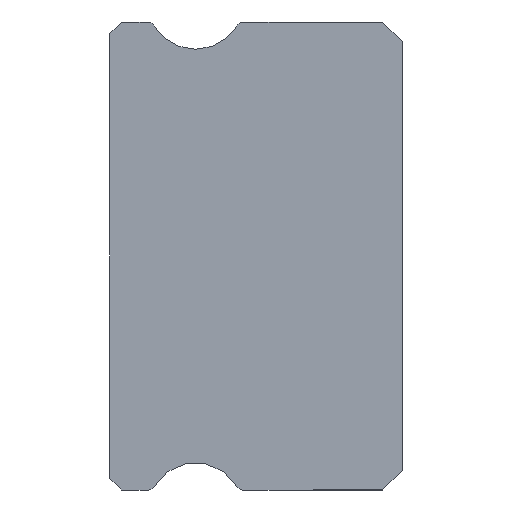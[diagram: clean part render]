
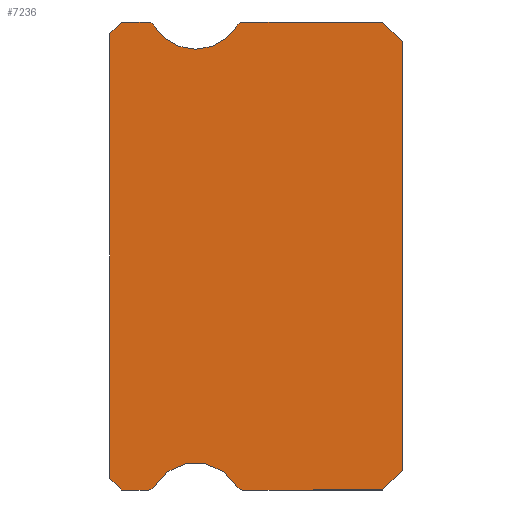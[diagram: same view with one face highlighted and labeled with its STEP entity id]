
A CAD part, left-side view. The second image highlights one B-rep face of the part: STEP entity #7236.
In plain terms, the highlighted planar face has unit normal (-1, 0, 0).
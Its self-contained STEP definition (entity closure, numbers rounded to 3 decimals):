
#59 = DIRECTION ( 'NONE',  ( 0., 0., -1. ) ) ;
#81 = VERTEX_POINT ( 'NONE', #5097 ) ;
#180 = ORIENTED_EDGE ( 'NONE', *, *, #8491, .F. ) ;
#207 = CARTESIAN_POINT ( 'NONE',  ( -10., 7.2, 6. ) ) ;
#293 = DIRECTION ( 'NONE',  ( 0., -1., 0. ) ) ;
#352 = VERTEX_POINT ( 'NONE', #8789 ) ;
#364 = VECTOR ( 'NONE', #1954, 1000. ) ;
#407 = VECTOR ( 'NONE', #293, 1000. ) ;
#429 = ORIENTED_EDGE ( 'NONE', *, *, #5486, .T. ) ;
#515 = ORIENTED_EDGE ( 'NONE', *, *, #4139, .F. ) ;
#527 = CARTESIAN_POINT ( 'NONE',  ( -10., 4.217, -5.925 ) ) ;
#565 = VECTOR ( 'NONE', #5733, 1000. ) ;
#629 = CARTESIAN_POINT ( 'NONE',  ( -10., 0.5, -6. ) ) ;
#727 = VECTOR ( 'NONE', #7872, 1000. ) ;
#737 = ORIENTED_EDGE ( 'NONE', *, *, #3095, .F. ) ;
#822 = EDGE_CURVE ( 'NONE', #5490, #1079, #4582, .T. ) ;
#864 = DIRECTION ( 'NONE',  ( 1., 0., 0. ) ) ;
#911 = CARTESIAN_POINT ( 'NONE',  ( -10., 7.5, 5.85 ) ) ;
#973 = VERTEX_POINT ( 'NONE', #1324 ) ;
#977 = DIRECTION ( 'NONE',  ( -1., 0., 0. ) ) ;
#989 = LINE ( 'NONE', #1730, #565 ) ;
#1064 = CARTESIAN_POINT ( 'NONE',  ( -10., 5.3, -6.55 ) ) ;
#1079 = VERTEX_POINT ( 'NONE', #4060 ) ;
#1195 = VERTEX_POINT ( 'NONE', #8257 ) ;
#1264 = ORIENTED_EDGE ( 'NONE', *, *, #5333, .F. ) ;
#1324 = CARTESIAN_POINT ( 'NONE',  ( -10., 7.5, 5.7 ) ) ;
#1331 = CARTESIAN_POINT ( 'NONE',  ( -10., 0., -5.5 ) ) ;
#1409 = VERTEX_POINT ( 'NONE', #6392 ) ;
#1507 = DIRECTION ( 'NONE',  ( 0., 0., -1. ) ) ;
#1638 = DIRECTION ( 'NONE',  ( 0., 0., -1. ) ) ;
#1730 = CARTESIAN_POINT ( 'NONE',  ( -10., 7.5, 5.7 ) ) ;
#1779 = DIRECTION ( 'NONE',  ( 1., 0., 0. ) ) ;
#1828 = CARTESIAN_POINT ( 'NONE',  ( -10., 6.512, -5.85 ) ) ;
#1908 = EDGE_CURVE ( 'NONE', #1195, #2750, #3877, .T. ) ;
#1929 = ORIENTED_EDGE ( 'NONE', *, *, #4533, .F. ) ;
#1954 = DIRECTION ( 'NONE',  ( 0., 0.707, -0.707 ) ) ;
#1990 = CARTESIAN_POINT ( 'NONE',  ( -10., 0., 5.5 ) ) ;
#2143 = AXIS2_PLACEMENT_3D ( 'NONE', #7951, #2388, #1638 ) ;
#2226 = CARTESIAN_POINT ( 'NONE',  ( -10., 6.512, 5.85 ) ) ;
#2268 = DIRECTION ( 'NONE',  ( 0., -1., 0. ) ) ;
#2388 = DIRECTION ( 'NONE',  ( 1., 0., 0. ) ) ;
#2463 = AXIS2_PLACEMENT_3D ( 'NONE', #6451, #5756, #8589 ) ;
#2464 = VERTEX_POINT ( 'NONE', #629 ) ;
#2467 = VERTEX_POINT ( 'NONE', #8386 ) ;
#2672 = EDGE_CURVE ( 'NONE', #3321, #352, #2753, .T. ) ;
#2750 = VERTEX_POINT ( 'NONE', #4534 ) ;
#2753 = CIRCLE ( 'NONE', #4063, 0.15 ) ;
#2816 = ORIENTED_EDGE ( 'NONE', *, *, #822, .T. ) ;
#2878 = VERTEX_POINT ( 'NONE', #7885 ) ;
#2882 = VECTOR ( 'NONE', #2268, 1000. ) ;
#2995 = VECTOR ( 'NONE', #3348, 1000. ) ;
#3037 = LINE ( 'NONE', #7174, #2882 ) ;
#3095 = EDGE_CURVE ( 'NONE', #5934, #3321, #6233, .T. ) ;
#3116 = ORIENTED_EDGE ( 'NONE', *, *, #1908, .F. ) ;
#3191 = ORIENTED_EDGE ( 'NONE', *, *, #7550, .F. ) ;
#3208 = EDGE_CURVE ( 'NONE', #2878, #1195, #5631, .T. ) ;
#3271 = DIRECTION ( 'NONE',  ( 0., 1., 0. ) ) ;
#3321 = VERTEX_POINT ( 'NONE', #4047 ) ;
#3348 = DIRECTION ( 'NONE',  ( 0., -0.707, -0.707 ) ) ;
#3565 = AXIS2_PLACEMENT_3D ( 'NONE', #1064, #977, #6591 ) ;
#3820 = EDGE_CURVE ( 'NONE', #81, #3832, #8250, .T. ) ;
#3832 = VERTEX_POINT ( 'NONE', #1990 ) ;
#3872 = ORIENTED_EDGE ( 'NONE', *, *, #2672, .F. ) ;
#3877 = CIRCLE ( 'NONE', #5781, 1.25 ) ;
#3922 = CARTESIAN_POINT ( 'NONE',  ( -10., 5.3, 6.55 ) ) ;
#4047 = CARTESIAN_POINT ( 'NONE',  ( -10., 6.383, -5.925 ) ) ;
#4060 = CARTESIAN_POINT ( 'NONE',  ( -10., 7.2, -6. ) ) ;
#4063 = AXIS2_PLACEMENT_3D ( 'NONE', #1828, #1779, #7345 ) ;
#4065 = CARTESIAN_POINT ( 'NONE',  ( -10., 5.3, 6.55 ) ) ;
#4085 = DIRECTION ( 'NONE',  ( 0., 0., 1. ) ) ;
#4139 = EDGE_CURVE ( 'NONE', #81, #2464, #8905, .T. ) ;
#4230 = EDGE_CURVE ( 'NONE', #4777, #9006, #6685, .T. ) ;
#4394 = LINE ( 'NONE', #7198, #407 ) ;
#4458 = LINE ( 'NONE', #7553, #8960 ) ;
#4459 = ORIENTED_EDGE ( 'NONE', *, *, #7477, .F. ) ;
#4533 = EDGE_CURVE ( 'NONE', #1409, #3832, #9107, .T. ) ;
#4534 = CARTESIAN_POINT ( 'NONE',  ( -10., 5.3, 5.3 ) ) ;
#4582 = LINE ( 'NONE', #6754, #2995 ) ;
#4594 = EDGE_CURVE ( 'NONE', #9006, #1409, #3037, .T. ) ;
#4656 = ORIENTED_EDGE ( 'NONE', *, *, #4230, .F. ) ;
#4777 = VERTEX_POINT ( 'NONE', #7364 ) ;
#4787 = DIRECTION ( 'NONE',  ( 0., -0.707, -0.707 ) ) ;
#5007 = DIRECTION ( 'NONE',  ( 1., 0., 0. ) ) ;
#5036 = LINE ( 'NONE', #207, #8962 ) ;
#5054 = FACE_OUTER_BOUND ( 'NONE', #8413, .T. ) ;
#5057 = LINE ( 'NONE', #911, #727 ) ;
#5076 = VECTOR ( 'NONE', #4787, 1000. ) ;
#5097 = CARTESIAN_POINT ( 'NONE',  ( -10., 0., -5.5 ) ) ;
#5182 = AXIS2_PLACEMENT_3D ( 'NONE', #5969, #864, #8764 ) ;
#5333 = EDGE_CURVE ( 'NONE', #2467, #5934, #5972, .T. ) ;
#5343 = DIRECTION ( 'NONE',  ( -1., 0., 0. ) ) ;
#5374 = CARTESIAN_POINT ( 'NONE',  ( -10., 4.088, 6. ) ) ;
#5436 = AXIS2_PLACEMENT_3D ( 'NONE', #2226, #5007, #1507 ) ;
#5486 = EDGE_CURVE ( 'NONE', #2878, #7335, #5036, .T. ) ;
#5489 = DIRECTION ( 'NONE',  ( 0., 0., -1. ) ) ;
#5490 = VERTEX_POINT ( 'NONE', #5823 ) ;
#5513 = CARTESIAN_POINT ( 'NONE',  ( -10., 7.2, 6. ) ) ;
#5631 = CIRCLE ( 'NONE', #5182, 0.15 ) ;
#5733 = DIRECTION ( 'NONE',  ( 0., 0.707, -0.707 ) ) ;
#5756 = DIRECTION ( 'NONE',  ( 1., 0., 0. ) ) ;
#5781 = AXIS2_PLACEMENT_3D ( 'NONE', #4065, #5343, #5489 ) ;
#5788 = EDGE_CURVE ( 'NONE', #1079, #352, #4394, .T. ) ;
#5823 = CARTESIAN_POINT ( 'NONE',  ( -10., 7.5, -5.7 ) ) ;
#5934 = VERTEX_POINT ( 'NONE', #527 ) ;
#5969 = CARTESIAN_POINT ( 'NONE',  ( -10., 6.512, 5.85 ) ) ;
#5972 = CIRCLE ( 'NONE', #2463, 0.15 ) ;
#6043 = DIRECTION ( 'NONE',  ( -1., 0., 0. ) ) ;
#6069 = ORIENTED_EDGE ( 'NONE', *, *, #4594, .F. ) ;
#6109 = CARTESIAN_POINT ( 'NONE',  ( -10., 0., 5.5 ) ) ;
#6233 = CIRCLE ( 'NONE', #3565, 1.25 ) ;
#6392 = CARTESIAN_POINT ( 'NONE',  ( -10., 0.5, 6. ) ) ;
#6451 = CARTESIAN_POINT ( 'NONE',  ( -10., 4.088, -5.85 ) ) ;
#6591 = DIRECTION ( 'NONE',  ( 0., 0., -1. ) ) ;
#6644 = DIRECTION ( 'NONE',  ( 0., 1., 0. ) ) ;
#6668 = ORIENTED_EDGE ( 'NONE', *, *, #3208, .F. ) ;
#6676 = ORIENTED_EDGE ( 'NONE', *, *, #6788, .T. ) ;
#6680 = VECTOR ( 'NONE', #4085, 1000. ) ;
#6685 = CIRCLE ( 'NONE', #2143, 0.15 ) ;
#6754 = CARTESIAN_POINT ( 'NONE',  ( -10., 7.2, -6. ) ) ;
#6788 = EDGE_CURVE ( 'NONE', #7335, #973, #989, .T. ) ;
#7174 = CARTESIAN_POINT ( 'NONE',  ( -10., 6.512, 6. ) ) ;
#7198 = CARTESIAN_POINT ( 'NONE',  ( -10., 6.512, -6. ) ) ;
#7236 = ADVANCED_FACE ( 'NONE', ( #5054 ), #8541, .F. ) ;
#7335 = VERTEX_POINT ( 'NONE', #5513 ) ;
#7345 = DIRECTION ( 'NONE',  ( 0., 0., -1. ) ) ;
#7364 = CARTESIAN_POINT ( 'NONE',  ( -10., 4.217, 5.925 ) ) ;
#7477 = EDGE_CURVE ( 'NONE', #5490, #973, #5057, .T. ) ;
#7550 = EDGE_CURVE ( 'NONE', #2750, #4777, #8227, .T. ) ;
#7553 = CARTESIAN_POINT ( 'NONE',  ( -10., 6.512, -6. ) ) ;
#7710 = ORIENTED_EDGE ( 'NONE', *, *, #5788, .T. ) ;
#7773 = AXIS2_PLACEMENT_3D ( 'NONE', #3922, #6043, #59 ) ;
#7872 = DIRECTION ( 'NONE',  ( 0., 0., 1. ) ) ;
#7885 = CARTESIAN_POINT ( 'NONE',  ( -10., 6.512, 6. ) ) ;
#7951 = CARTESIAN_POINT ( 'NONE',  ( -10., 4.088, 5.85 ) ) ;
#8227 = CIRCLE ( 'NONE', #7773, 1.25 ) ;
#8250 = LINE ( 'NONE', #6109, #6680 ) ;
#8257 = CARTESIAN_POINT ( 'NONE',  ( -10., 6.383, 5.925 ) ) ;
#8309 = CARTESIAN_POINT ( 'NONE',  ( -10., 0.5, 6. ) ) ;
#8386 = CARTESIAN_POINT ( 'NONE',  ( -10., 4.088, -6. ) ) ;
#8413 = EDGE_LOOP ( 'NONE', ( #6676, #4459, #2816, #7710, #3872, #737, #1264, #180, #515, #8571, #1929, #6069, #4656, #3191, #3116, #6668, #429 ) ) ;
#8491 = EDGE_CURVE ( 'NONE', #2464, #2467, #4458, .T. ) ;
#8541 = PLANE ( 'NONE',  #5436 ) ;
#8571 = ORIENTED_EDGE ( 'NONE', *, *, #3820, .T. ) ;
#8589 = DIRECTION ( 'NONE',  ( 0., 0., -1. ) ) ;
#8764 = DIRECTION ( 'NONE',  ( 0., 0., -1. ) ) ;
#8789 = CARTESIAN_POINT ( 'NONE',  ( -10., 6.512, -6. ) ) ;
#8905 = LINE ( 'NONE', #1331, #364 ) ;
#8960 = VECTOR ( 'NONE', #3271, 1000. ) ;
#8962 = VECTOR ( 'NONE', #6644, 1000. ) ;
#9006 = VERTEX_POINT ( 'NONE', #5374 ) ;
#9107 = LINE ( 'NONE', #8309, #5076 ) ;
